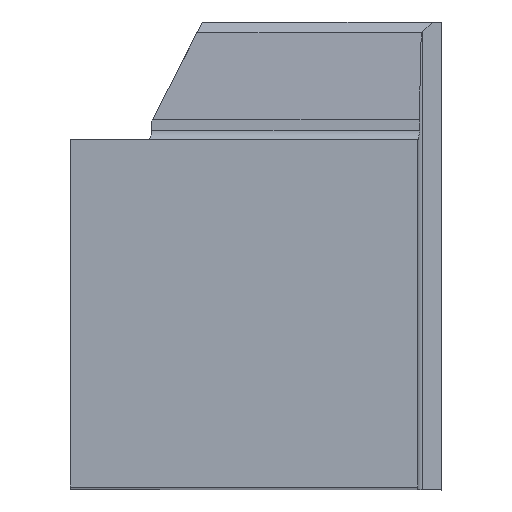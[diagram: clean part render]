
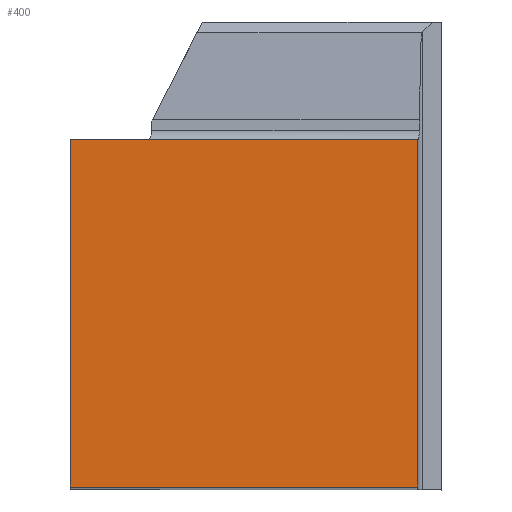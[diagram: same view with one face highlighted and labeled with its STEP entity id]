
A CAD part, top view. The second image highlights one B-rep face of the part: STEP entity #400.
In plain terms, the highlighted planar face has unit normal (0, 0, 1).
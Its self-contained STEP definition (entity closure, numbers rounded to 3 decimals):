
#310=FACE_OUTER_BOUND('',#615,.T.);
#400=ADVANCED_FACE('',(#310),#472,.T.);
#472=PLANE('',#2080);
#615=EDGE_LOOP('',(#964,#965,#966,#967));
#964=ORIENTED_EDGE('',*,*,#1489,.F.);
#965=ORIENTED_EDGE('',*,*,#1531,.F.);
#966=ORIENTED_EDGE('',*,*,#1528,.F.);
#967=ORIENTED_EDGE('',*,*,#1532,.F.);
#1290=VERTEX_POINT('',#3035);
#1291=VERTEX_POINT('',#3037);
#1315=VERTEX_POINT('',#3175);
#1316=VERTEX_POINT('',#3177);
#1489=EDGE_CURVE('',#1290,#1291,#1710,.T.);
#1528=EDGE_CURVE('',#1315,#1316,#1732,.T.);
#1531=EDGE_CURVE('',#1316,#1290,#1735,.T.);
#1532=EDGE_CURVE('',#1291,#1315,#1736,.T.);
#1710=LINE('',#3036,#1835);
#1732=LINE('',#3176,#1857);
#1735=LINE('',#3181,#1860);
#1736=LINE('',#3183,#1861);
#1835=VECTOR('',#2370,1.);
#1857=VECTOR('',#2434,1.);
#1860=VECTOR('',#2439,1.);
#1861=VECTOR('',#2442,1.);
#2080=AXIS2_PLACEMENT_3D('',#3184,#2443,#2444);
#2370=DIRECTION('',(-1.,0.,0.));
#2434=DIRECTION('',(1.,0.,0.));
#2439=DIRECTION('',(0.,-1.,0.));
#2442=DIRECTION('',(0.,1.,0.));
#2443=DIRECTION('',(0.,0.,1.));
#2444=DIRECTION('',(-1.,0.,0.));
#3035=CARTESIAN_POINT('',(32.,0.,0.));
#3036=CARTESIAN_POINT('',(32.,0.,0.));
#3037=CARTESIAN_POINT('',(0.,0.,0.));
#3175=CARTESIAN_POINT('',(0.,32.,0.));
#3176=CARTESIAN_POINT('',(0.,32.,0.));
#3177=CARTESIAN_POINT('',(32.,32.,0.));
#3181=CARTESIAN_POINT('',(32.,32.,0.));
#3183=CARTESIAN_POINT('',(0.,0.,0.));
#3184=CARTESIAN_POINT('',(16.,16.,0.));
